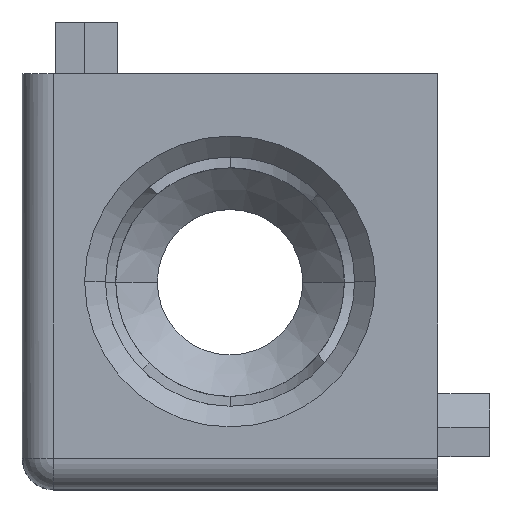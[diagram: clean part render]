
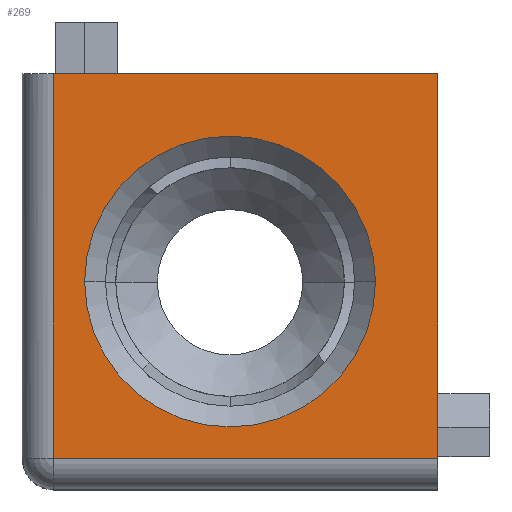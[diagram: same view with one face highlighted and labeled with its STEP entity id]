
A CAD part, top view. The second image highlights one B-rep face of the part: STEP entity #269.
In plain terms, the highlighted planar face has unit normal (0, 0, 1).
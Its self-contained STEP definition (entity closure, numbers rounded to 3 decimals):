
#269=ADVANCED_FACE('',(#542,#543),#544,.F.);
#542=FACE_OUTER_BOUND('',#820,.T.);
#543=FACE_BOUND('',#821,.T.);
#544=PLANE('',#822);
#820=EDGE_LOOP('',(#1535,#1536,#1537,#1538));
#821=EDGE_LOOP('',(#1539,#1540));
#822=AXIS2_PLACEMENT_3D('',#1541,#1542,#1543);
#1535=ORIENTED_EDGE('',*,*,#1845,.F.);
#1536=ORIENTED_EDGE('',*,*,#1922,.F.);
#1537=ORIENTED_EDGE('',*,*,#1927,.T.);
#1538=ORIENTED_EDGE('',*,*,#1928,.F.);
#1539=ORIENTED_EDGE('',*,*,#1841,.F.);
#1540=ORIENTED_EDGE('',*,*,#1664,.F.);
#1541=CARTESIAN_POINT('',(0.0,0.0,20.0));
#1542=DIRECTION('',(0.0,0.0,-1.0));
#1543=DIRECTION('',(-1.0,0.0,0.0));
#1664=EDGE_CURVE('',#1991,#1993,#1994,.T.);
#1841=EDGE_CURVE('',#1993,#1991,#2255,.T.);
#1845=EDGE_CURVE('',#2259,#1947,#2261,.F.);
#1922=EDGE_CURVE('',#2362,#2259,#2364,.T.);
#1927=EDGE_CURVE('',#2362,#2370,#2371,.T.);
#1928=EDGE_CURVE('',#1947,#2370,#2372,.T.);
#1947=VERTEX_POINT('',#2394);
#1991=VERTEX_POINT('',#2446);
#1993=VERTEX_POINT('',#2449);
#1994=CIRCLE('',#2450,7.);
#2255=CIRCLE('',#2992,7.);
#2259=VERTEX_POINT('',#2997);
#2261=LINE('',#2999,#3000);
#2362=VERTEX_POINT('',#3143);
#2364=LINE('',#3146,#3147);
#2370=VERTEX_POINT('',#3156);
#2371=LINE('',#3157,#3158);
#2372=LINE('',#3159,#3160);
#2394=CARTESIAN_POINT('',(-8.5,-8.5,20.0));
#2446=CARTESIAN_POINT('',(-7.,0.,20.));
#2449=CARTESIAN_POINT('',(7.,0.0,20.));
#2450=AXIS2_PLACEMENT_3D('',#3232,#3233,#3234);
#2992=AXIS2_PLACEMENT_3D('',#3408,#3409,#3410);
#2997=CARTESIAN_POINT('',(10.0,-8.5,20.0));
#2999=CARTESIAN_POINT('',(0.0,-8.5,20.0));
#3000=VECTOR('',#3415,1.0);
#3143=CARTESIAN_POINT('',(10.0,10.0,20.0));
#3146=CARTESIAN_POINT('',(10.0,0.0,20.0));
#3147=VECTOR('',#3477,1.0);
#3156=CARTESIAN_POINT('',(-8.5,10.0,20.0));
#3157=CARTESIAN_POINT('',(0.0,10.0,20.0));
#3158=VECTOR('',#3481,1.0);
#3159=CARTESIAN_POINT('',(-8.5,0.0,20.0));
#3160=VECTOR('',#3482,1.0);
#3232=CARTESIAN_POINT('',(0.0,0.0,20.0));
#3233=DIRECTION('',(0.0,-0.0,1.0));
#3234=DIRECTION('',(1.0,0.0,0.0));
#3408=CARTESIAN_POINT('',(0.0,0.0,20.0));
#3409=DIRECTION('',(0.0,-0.0,1.0));
#3410=DIRECTION('',(1.0,0.0,0.0));
#3415=DIRECTION('',(1.0,0.0,0.0));
#3477=DIRECTION('',(-0.0,-1.0,-0.0));
#3481=DIRECTION('',(-1.0,-0.0,-0.0));
#3482=DIRECTION('',(0.0,1.0,0.0));
